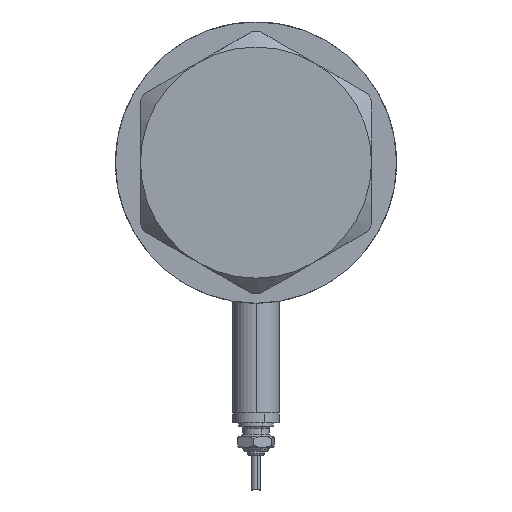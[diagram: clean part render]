
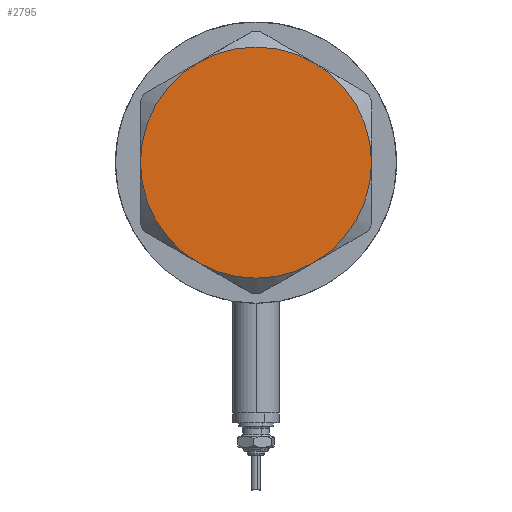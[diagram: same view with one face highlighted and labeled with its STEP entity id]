
A CAD part, left-side view. The second image highlights one B-rep face of the part: STEP entity #2795.
In plain terms, the highlighted face is planar.
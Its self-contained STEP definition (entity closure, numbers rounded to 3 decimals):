
#11 = EDGE_CURVE ( 'NONE', #946, #1863, #5752, .T. ) ;
#50 = CARTESIAN_POINT ( 'NONE',  ( 0., 0., 14.5 ) ) ;
#78 = EDGE_CURVE ( 'NONE', #1863, #5528, #1256, .T. ) ;
#451 = ORIENTED_EDGE ( 'NONE', *, *, #2533, .T. ) ;
#498 = AXIS2_PLACEMENT_3D ( 'NONE', #5348, #4532, #1238 ) ;
#692 = DIRECTION ( 'NONE',  ( 1., 0., 0. ) ) ;
#874 = CARTESIAN_POINT ( 'NONE',  ( 0., 0., 14.5 ) ) ;
#946 = VERTEX_POINT ( 'NONE', #2011 ) ;
#989 = AXIS2_PLACEMENT_3D ( 'NONE', #3988, #3111, #4402 ) ;
#1135 = CARTESIAN_POINT ( 'NONE',  ( 15., 25.981, 14.5 ) ) ;
#1220 = VERTEX_POINT ( 'NONE', #2340 ) ;
#1238 = DIRECTION ( 'NONE',  ( 1., 0., 0. ) ) ;
#1256 = CIRCLE ( 'NONE', #5579, 30. ) ;
#1360 = CIRCLE ( 'NONE', #3849, 30. ) ;
#1394 = FACE_OUTER_BOUND ( 'NONE', #5536, .T. ) ;
#1407 = ORIENTED_EDGE ( 'NONE', *, *, #4074, .T. ) ;
#1573 = CARTESIAN_POINT ( 'NONE',  ( 0., 0., 14.5 ) ) ;
#1702 = ORIENTED_EDGE ( 'NONE', *, *, #78, .T. ) ;
#1847 = ORIENTED_EDGE ( 'NONE', *, *, #3784, .T. ) ;
#1863 = VERTEX_POINT ( 'NONE', #3102 ) ;
#2011 = CARTESIAN_POINT ( 'NONE',  ( 15., -25.981, 14.5 ) ) ;
#2231 = CARTESIAN_POINT ( 'NONE',  ( -30., 0., 14.5 ) ) ;
#2306 = EDGE_CURVE ( 'NONE', #5118, #1220, #5085, .T. ) ;
#2340 = CARTESIAN_POINT ( 'NONE',  ( -15., -25.981, 14.5 ) ) ;
#2412 = DIRECTION ( 'NONE',  ( 1., 0., 0. ) ) ;
#2533 = EDGE_CURVE ( 'NONE', #5006, #5118, #1360, .T. ) ;
#2708 = DIRECTION ( 'NONE',  ( 0., 0., 1. ) ) ;
#2712 = CIRCLE ( 'NONE', #498, 30. ) ;
#2795 = ADVANCED_FACE ( 'NONE', ( #1394 ), #4191, .T. ) ;
#2934 = CARTESIAN_POINT ( 'NONE',  ( 0., 0., 14.5 ) ) ;
#3019 = DIRECTION ( 'NONE',  ( 1., 0., 0. ) ) ;
#3102 = CARTESIAN_POINT ( 'NONE',  ( 30., 0., 14.5 ) ) ;
#3111 = DIRECTION ( 'NONE',  ( 0., 0., 1. ) ) ;
#3280 = DIRECTION ( 'NONE',  ( 0., 0., 1. ) ) ;
#3391 = DIRECTION ( 'NONE',  ( 0., 0., 1. ) ) ;
#3431 = ORIENTED_EDGE ( 'NONE', *, *, #11, .T. ) ;
#3468 = AXIS2_PLACEMENT_3D ( 'NONE', #874, #2708, #4530 ) ;
#3663 = ORIENTED_EDGE ( 'NONE', *, *, #2306, .T. ) ;
#3728 = CARTESIAN_POINT ( 'NONE',  ( -15., 25.981, 14.5 ) ) ;
#3784 = EDGE_CURVE ( 'NONE', #5528, #5006, #2712, .T. ) ;
#3849 = AXIS2_PLACEMENT_3D ( 'NONE', #2934, #4775, #692 ) ;
#3988 = CARTESIAN_POINT ( 'NONE',  ( 0., 0., 14.5 ) ) ;
#4026 = AXIS2_PLACEMENT_3D ( 'NONE', #1573, #3391, #4745 ) ;
#4074 = EDGE_CURVE ( 'NONE', #1220, #946, #5297, .T. ) ;
#4191 = PLANE ( 'NONE',  #3468 ) ;
#4402 = DIRECTION ( 'NONE',  ( 1., 0., 0. ) ) ;
#4530 = DIRECTION ( 'NONE',  ( 1., 0., 0. ) ) ;
#4532 = DIRECTION ( 'NONE',  ( 0., 0., 1. ) ) ;
#4745 = DIRECTION ( 'NONE',  ( 1., 0., 0. ) ) ;
#4775 = DIRECTION ( 'NONE',  ( 0., 0., 1. ) ) ;
#5006 = VERTEX_POINT ( 'NONE', #3728 ) ;
#5085 = CIRCLE ( 'NONE', #5486, 30. ) ;
#5118 = VERTEX_POINT ( 'NONE', #2231 ) ;
#5297 = CIRCLE ( 'NONE', #989, 30. ) ;
#5316 = DIRECTION ( 'NONE',  ( 0., 0., 1. ) ) ;
#5348 = CARTESIAN_POINT ( 'NONE',  ( 0., 0., 14.5 ) ) ;
#5486 = AXIS2_PLACEMENT_3D ( 'NONE', #50, #3280, #2412 ) ;
#5528 = VERTEX_POINT ( 'NONE', #1135 ) ;
#5536 = EDGE_LOOP ( 'NONE', ( #3431, #1702, #1847, #451, #3663, #1407 ) ) ;
#5579 = AXIS2_PLACEMENT_3D ( 'NONE', #5729, #5316, #3019 ) ;
#5729 = CARTESIAN_POINT ( 'NONE',  ( 0., 0., 14.5 ) ) ;
#5752 = CIRCLE ( 'NONE', #4026, 30. ) ;
